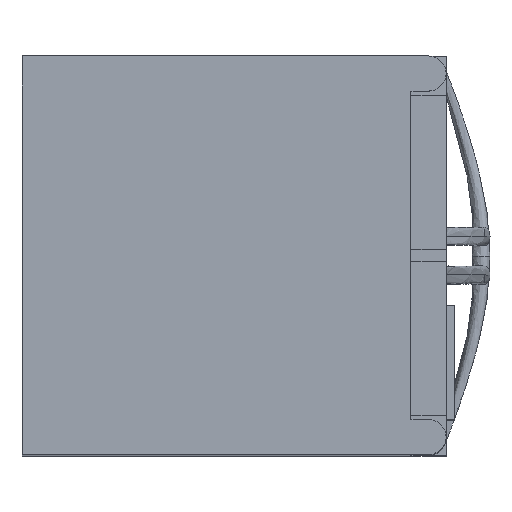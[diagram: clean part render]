
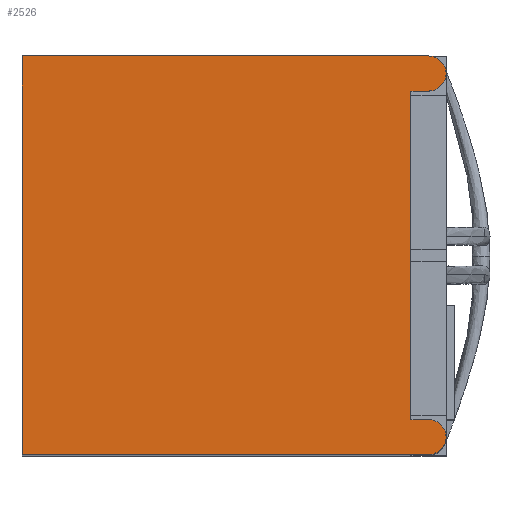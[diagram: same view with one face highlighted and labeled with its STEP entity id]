
A CAD part, top view. The second image highlights one B-rep face of the part: STEP entity #2526.
In plain terms, the highlighted planar face has unit normal (0, 0, 1).
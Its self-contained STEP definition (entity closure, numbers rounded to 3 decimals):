
#169=CIRCLE('',#2721,2.);
#171=CIRCLE('',#2726,2.);
#240=FACE_OUTER_BOUND('',#388,.T.);
#388=EDGE_LOOP('',(#1905,#1906,#1907,#1908,#1909,#1910,#1911,#1912));
#518=LINE('',#3657,#796);
#541=LINE('',#3706,#819);
#546=LINE('',#3720,#824);
#605=LINE('',#3845,#883);
#606=LINE('',#3846,#884);
#607=LINE('',#3847,#885);
#796=VECTOR('',#2942,10.);
#819=VECTOR('',#2979,10.);
#824=VECTOR('',#2994,10.);
#883=VECTOR('',#3111,10.);
#884=VECTOR('',#3112,10.);
#885=VECTOR('',#3113,10.);
#1081=VERTEX_POINT('',#3654);
#1082=VERTEX_POINT('',#3656);
#1101=VERTEX_POINT('',#3705);
#1103=VERTEX_POINT('',#3711);
#1105=VERTEX_POINT('',#3719);
#1107=VERTEX_POINT('',#3725);
#1141=VERTEX_POINT('',#3843);
#1142=VERTEX_POINT('',#3844);
#1332=EDGE_CURVE('',#1081,#1082,#518,.T.);
#1357=EDGE_CURVE('',#1081,#1101,#541,.T.);
#1360=EDGE_CURVE('',#1101,#1103,#169,.T.);
#1364=EDGE_CURVE('',#1082,#1105,#546,.T.);
#1367=EDGE_CURVE('',#1107,#1105,#171,.T.);
#1425=EDGE_CURVE('',#1141,#1142,#605,.T.);
#1426=EDGE_CURVE('',#1142,#1107,#606,.T.);
#1427=EDGE_CURVE('',#1141,#1103,#607,.T.);
#1905=ORIENTED_EDGE('',*,*,#1425,.T.);
#1906=ORIENTED_EDGE('',*,*,#1426,.T.);
#1907=ORIENTED_EDGE('',*,*,#1367,.T.);
#1908=ORIENTED_EDGE('',*,*,#1364,.F.);
#1909=ORIENTED_EDGE('',*,*,#1332,.F.);
#1910=ORIENTED_EDGE('',*,*,#1357,.T.);
#1911=ORIENTED_EDGE('',*,*,#1360,.T.);
#1912=ORIENTED_EDGE('',*,*,#1427,.F.);
#2406=PLANE('',#2753);
#2526=ADVANCED_FACE('',(#240),#2406,.T.);
#2721=AXIS2_PLACEMENT_3D('',#3712,#2984,#2985);
#2726=AXIS2_PLACEMENT_3D('',#3726,#2999,#3000);
#2753=AXIS2_PLACEMENT_3D('',#3842,#3109,#3110);
#2942=DIRECTION('',(0.,-1.,0.));
#2979=DIRECTION('',(1.,0.,0.));
#2984=DIRECTION('center_axis',(0.,0.,1.));
#2985=DIRECTION('ref_axis',(-1.,0.,0.));
#2994=DIRECTION('',(1.,0.,0.));
#2999=DIRECTION('center_axis',(0.,0.,1.));
#3000=DIRECTION('ref_axis',(-1.,0.,0.));
#3109=DIRECTION('center_axis',(0.,0.,1.));
#3110=DIRECTION('ref_axis',(0.,-1.,0.));
#3111=DIRECTION('',(0.,-1.,0.));
#3112=DIRECTION('',(1.,0.,0.));
#3113=DIRECTION('',(1.,0.,0.));
#3654=CARTESIAN_POINT('',(44.29,41.405,88.58));
#3656=CARTESIAN_POINT('',(44.29,4.,88.58));
#3657=CARTESIAN_POINT('',(44.29,45.405,88.58));
#3705=CARTESIAN_POINT('',(46.29,41.405,88.58));
#3706=CARTESIAN_POINT('',(44.29,41.405,88.58));
#3711=CARTESIAN_POINT('',(46.29,45.405,88.58));
#3712=CARTESIAN_POINT('Origin',(46.29,43.405,88.58));
#3719=CARTESIAN_POINT('',(46.29,4.,88.58));
#3720=CARTESIAN_POINT('',(44.29,4.,88.58));
#3725=CARTESIAN_POINT('',(46.29,0.,88.58));
#3726=CARTESIAN_POINT('Origin',(46.29,2.,88.58));
#3842=CARTESIAN_POINT('Origin',(0.,45.405,88.58));
#3843=CARTESIAN_POINT('',(0.,45.405,88.58));
#3844=CARTESIAN_POINT('',(0.,0.,88.58));
#3845=CARTESIAN_POINT('',(0.,45.405,88.58));
#3846=CARTESIAN_POINT('',(0.,0.,88.58));
#3847=CARTESIAN_POINT('',(0.,45.405,88.58));
